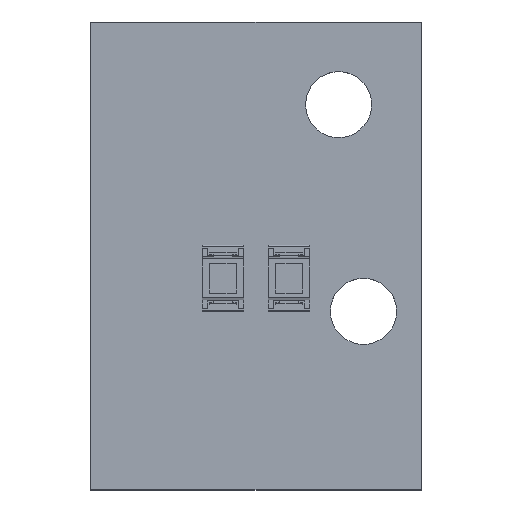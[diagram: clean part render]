
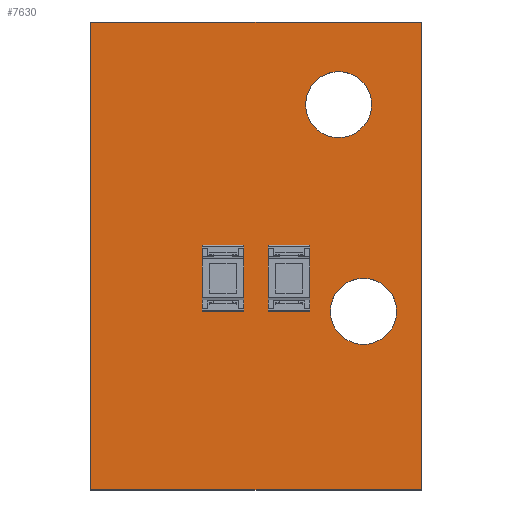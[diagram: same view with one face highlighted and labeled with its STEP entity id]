
A CAD part, top view. The second image highlights one B-rep face of the part: STEP entity #7630.
In plain terms, the highlighted planar face has unit normal (0, 0, 1).
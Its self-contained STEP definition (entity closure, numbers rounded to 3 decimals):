
#7281 = VERTEX_POINT('',#7282);
#7282 = CARTESIAN_POINT('',(114.,-76.9,1.6));
#7289 = PLANE('',#7290);
#7290 = AXIS2_PLACEMENT_3D('',#7291,#7292,#7293);
#7291 = CARTESIAN_POINT('',(114.,-76.9,0.));
#7292 = DIRECTION('',(-1.,0.,0.));
#7293 = DIRECTION('',(0.,1.,0.));
#7301 = PLANE('',#7302);
#7302 = AXIS2_PLACEMENT_3D('',#7303,#7304,#7305);
#7303 = CARTESIAN_POINT('',(104.,-76.9,0.));
#7304 = DIRECTION('',(0.,1.,0.));
#7305 = DIRECTION('',(1.,0.,0.));
#7313 = EDGE_CURVE('',#7281,#7314,#7316,.T.);
#7314 = VERTEX_POINT('',#7315);
#7315 = CARTESIAN_POINT('',(114.,-62.75,1.6));
#7316 = SURFACE_CURVE('',#7317,(#7321,#7328),.PCURVE_S1.);
#7317 = LINE('',#7318,#7319);
#7318 = CARTESIAN_POINT('',(114.,-76.9,1.6));
#7319 = VECTOR('',#7320,1.);
#7320 = DIRECTION('',(0.,1.,0.));
#7321 = PCURVE('',#7289,#7322);
#7322 = DEFINITIONAL_REPRESENTATION('',(#7323),#7327);
#7323 = LINE('',#7324,#7325);
#7324 = CARTESIAN_POINT('',(0.,-1.6));
#7325 = VECTOR('',#7326,1.);
#7326 = DIRECTION('',(1.,0.));
#7327 = ( GEOMETRIC_REPRESENTATION_CONTEXT(2) 
PARAMETRIC_REPRESENTATION_CONTEXT() REPRESENTATION_CONTEXT('2D SPACE',''
  ) );
#7328 = PCURVE('',#7329,#7334);
#7329 = PLANE('',#7330);
#7330 = AXIS2_PLACEMENT_3D('',#7331,#7332,#7333);
#7331 = CARTESIAN_POINT('',(109.,-69.825,1.6));
#7332 = DIRECTION('',(0.,0.,1.));
#7333 = DIRECTION('',(1.,0.,-0.));
#7334 = DEFINITIONAL_REPRESENTATION('',(#7335),#7339);
#7335 = LINE('',#7336,#7337);
#7336 = CARTESIAN_POINT('',(5.,-7.075));
#7337 = VECTOR('',#7338,1.);
#7338 = DIRECTION('',(0.,1.));
#7339 = ( GEOMETRIC_REPRESENTATION_CONTEXT(2) 
PARAMETRIC_REPRESENTATION_CONTEXT() REPRESENTATION_CONTEXT('2D SPACE',''
  ) );
#7357 = PLANE('',#7358);
#7358 = AXIS2_PLACEMENT_3D('',#7359,#7360,#7361);
#7359 = CARTESIAN_POINT('',(114.,-62.75,0.));
#7360 = DIRECTION('',(0.,-1.,0.));
#7361 = DIRECTION('',(-1.,0.,0.));
#7401 = VERTEX_POINT('',#7402);
#7402 = CARTESIAN_POINT('',(104.,-76.9,1.6));
#7416 = PLANE('',#7417);
#7417 = AXIS2_PLACEMENT_3D('',#7418,#7419,#7420);
#7418 = CARTESIAN_POINT('',(104.,-62.75,0.));
#7419 = DIRECTION('',(1.,0.,-0.));
#7420 = DIRECTION('',(0.,-1.,0.));
#7428 = EDGE_CURVE('',#7401,#7281,#7429,.T.);
#7429 = SURFACE_CURVE('',#7430,(#7434,#7441),.PCURVE_S1.);
#7430 = LINE('',#7431,#7432);
#7431 = CARTESIAN_POINT('',(104.,-76.9,1.6));
#7432 = VECTOR('',#7433,1.);
#7433 = DIRECTION('',(1.,0.,0.));
#7434 = PCURVE('',#7301,#7435);
#7435 = DEFINITIONAL_REPRESENTATION('',(#7436),#7440);
#7436 = LINE('',#7437,#7438);
#7437 = CARTESIAN_POINT('',(0.,-1.6));
#7438 = VECTOR('',#7439,1.);
#7439 = DIRECTION('',(1.,0.));
#7440 = ( GEOMETRIC_REPRESENTATION_CONTEXT(2) 
PARAMETRIC_REPRESENTATION_CONTEXT() REPRESENTATION_CONTEXT('2D SPACE',''
  ) );
#7441 = PCURVE('',#7329,#7442);
#7442 = DEFINITIONAL_REPRESENTATION('',(#7443),#7447);
#7443 = LINE('',#7444,#7445);
#7444 = CARTESIAN_POINT('',(-5.,-7.075));
#7445 = VECTOR('',#7446,1.);
#7446 = DIRECTION('',(1.,0.));
#7447 = ( GEOMETRIC_REPRESENTATION_CONTEXT(2) 
PARAMETRIC_REPRESENTATION_CONTEXT() REPRESENTATION_CONTEXT('2D SPACE',''
  ) );
#7475 = EDGE_CURVE('',#7314,#7476,#7478,.T.);
#7476 = VERTEX_POINT('',#7477);
#7477 = CARTESIAN_POINT('',(104.,-62.75,1.6));
#7478 = SURFACE_CURVE('',#7479,(#7483,#7490),.PCURVE_S1.);
#7479 = LINE('',#7480,#7481);
#7480 = CARTESIAN_POINT('',(114.,-62.75,1.6));
#7481 = VECTOR('',#7482,1.);
#7482 = DIRECTION('',(-1.,0.,0.));
#7483 = PCURVE('',#7357,#7484);
#7484 = DEFINITIONAL_REPRESENTATION('',(#7485),#7489);
#7485 = LINE('',#7486,#7487);
#7486 = CARTESIAN_POINT('',(0.,-1.6));
#7487 = VECTOR('',#7488,1.);
#7488 = DIRECTION('',(1.,0.));
#7489 = ( GEOMETRIC_REPRESENTATION_CONTEXT(2) 
PARAMETRIC_REPRESENTATION_CONTEXT() REPRESENTATION_CONTEXT('2D SPACE',''
  ) );
#7490 = PCURVE('',#7329,#7491);
#7491 = DEFINITIONAL_REPRESENTATION('',(#7492),#7496);
#7492 = LINE('',#7493,#7494);
#7493 = CARTESIAN_POINT('',(5.,7.075));
#7494 = VECTOR('',#7495,1.);
#7495 = DIRECTION('',(-1.,0.));
#7496 = ( GEOMETRIC_REPRESENTATION_CONTEXT(2) 
PARAMETRIC_REPRESENTATION_CONTEXT() REPRESENTATION_CONTEXT('2D SPACE',''
  ) );
#7588 = CYLINDRICAL_SURFACE('',#7589,1.);
#7589 = AXIS2_PLACEMENT_3D('',#7590,#7591,#7592);
#7590 = CARTESIAN_POINT('',(112.25,-71.5,-0.8));
#7591 = DIRECTION('',(0.,0.,1.));
#7592 = DIRECTION('',(1.,0.,-0.));
#7619 = CYLINDRICAL_SURFACE('',#7620,1.);
#7620 = AXIS2_PLACEMENT_3D('',#7621,#7622,#7623);
#7621 = CARTESIAN_POINT('',(111.5,-65.25,-0.8));
#7622 = DIRECTION('',(0.,0.,1.));
#7623 = DIRECTION('',(1.,0.,-0.));
#7630 = ADVANCED_FACE('',(#7631,#7657,#7683),#7329,.T.);
#7631 = FACE_BOUND('',#7632,.T.);
#7632 = EDGE_LOOP('',(#7633,#7634,#7635,#7656));
#7633 = ORIENTED_EDGE('',*,*,#7313,.T.);
#7634 = ORIENTED_EDGE('',*,*,#7475,.T.);
#7635 = ORIENTED_EDGE('',*,*,#7636,.T.);
#7636 = EDGE_CURVE('',#7476,#7401,#7637,.T.);
#7637 = SURFACE_CURVE('',#7638,(#7642,#7649),.PCURVE_S1.);
#7638 = LINE('',#7639,#7640);
#7639 = CARTESIAN_POINT('',(104.,-62.75,1.6));
#7640 = VECTOR('',#7641,1.);
#7641 = DIRECTION('',(0.,-1.,0.));
#7642 = PCURVE('',#7329,#7643);
#7643 = DEFINITIONAL_REPRESENTATION('',(#7644),#7648);
#7644 = LINE('',#7645,#7646);
#7645 = CARTESIAN_POINT('',(-5.,7.075));
#7646 = VECTOR('',#7647,1.);
#7647 = DIRECTION('',(0.,-1.));
#7648 = ( GEOMETRIC_REPRESENTATION_CONTEXT(2) 
PARAMETRIC_REPRESENTATION_CONTEXT() REPRESENTATION_CONTEXT('2D SPACE',''
  ) );
#7649 = PCURVE('',#7416,#7650);
#7650 = DEFINITIONAL_REPRESENTATION('',(#7651),#7655);
#7651 = LINE('',#7652,#7653);
#7652 = CARTESIAN_POINT('',(0.,-1.6));
#7653 = VECTOR('',#7654,1.);
#7654 = DIRECTION('',(1.,0.));
#7655 = ( GEOMETRIC_REPRESENTATION_CONTEXT(2) 
PARAMETRIC_REPRESENTATION_CONTEXT() REPRESENTATION_CONTEXT('2D SPACE',''
  ) );
#7656 = ORIENTED_EDGE('',*,*,#7428,.T.);
#7657 = FACE_BOUND('',#7658,.T.);
#7658 = EDGE_LOOP('',(#7659));
#7659 = ORIENTED_EDGE('',*,*,#7660,.F.);
#7660 = EDGE_CURVE('',#7661,#7661,#7663,.T.);
#7661 = VERTEX_POINT('',#7662);
#7662 = CARTESIAN_POINT('',(113.25,-71.5,1.6));
#7663 = SURFACE_CURVE('',#7664,(#7669,#7676),.PCURVE_S1.);
#7664 = CIRCLE('',#7665,1.);
#7665 = AXIS2_PLACEMENT_3D('',#7666,#7667,#7668);
#7666 = CARTESIAN_POINT('',(112.25,-71.5,1.6));
#7667 = DIRECTION('',(0.,0.,1.));
#7668 = DIRECTION('',(1.,0.,-0.));
#7669 = PCURVE('',#7329,#7670);
#7670 = DEFINITIONAL_REPRESENTATION('',(#7671),#7675);
#7671 = CIRCLE('',#7672,1.);
#7672 = AXIS2_PLACEMENT_2D('',#7673,#7674);
#7673 = CARTESIAN_POINT('',(3.25,-1.675));
#7674 = DIRECTION('',(1.,0.));
#7675 = ( GEOMETRIC_REPRESENTATION_CONTEXT(2) 
PARAMETRIC_REPRESENTATION_CONTEXT() REPRESENTATION_CONTEXT('2D SPACE',''
  ) );
#7676 = PCURVE('',#7588,#7677);
#7677 = DEFINITIONAL_REPRESENTATION('',(#7678),#7682);
#7678 = LINE('',#7679,#7680);
#7679 = CARTESIAN_POINT('',(0.,2.4));
#7680 = VECTOR('',#7681,1.);
#7681 = DIRECTION('',(1.,0.));
#7682 = ( GEOMETRIC_REPRESENTATION_CONTEXT(2) 
PARAMETRIC_REPRESENTATION_CONTEXT() REPRESENTATION_CONTEXT('2D SPACE',''
  ) );
#7683 = FACE_BOUND('',#7684,.T.);
#7684 = EDGE_LOOP('',(#7685));
#7685 = ORIENTED_EDGE('',*,*,#7686,.F.);
#7686 = EDGE_CURVE('',#7687,#7687,#7689,.T.);
#7687 = VERTEX_POINT('',#7688);
#7688 = CARTESIAN_POINT('',(112.5,-65.25,1.6));
#7689 = SURFACE_CURVE('',#7690,(#7695,#7702),.PCURVE_S1.);
#7690 = CIRCLE('',#7691,1.);
#7691 = AXIS2_PLACEMENT_3D('',#7692,#7693,#7694);
#7692 = CARTESIAN_POINT('',(111.5,-65.25,1.6));
#7693 = DIRECTION('',(0.,0.,1.));
#7694 = DIRECTION('',(1.,0.,-0.));
#7695 = PCURVE('',#7329,#7696);
#7696 = DEFINITIONAL_REPRESENTATION('',(#7697),#7701);
#7697 = CIRCLE('',#7698,1.);
#7698 = AXIS2_PLACEMENT_2D('',#7699,#7700);
#7699 = CARTESIAN_POINT('',(2.5,4.575));
#7700 = DIRECTION('',(1.,0.));
#7701 = ( GEOMETRIC_REPRESENTATION_CONTEXT(2) 
PARAMETRIC_REPRESENTATION_CONTEXT() REPRESENTATION_CONTEXT('2D SPACE',''
  ) );
#7702 = PCURVE('',#7619,#7703);
#7703 = DEFINITIONAL_REPRESENTATION('',(#7704),#7708);
#7704 = LINE('',#7705,#7706);
#7705 = CARTESIAN_POINT('',(0.,2.4));
#7706 = VECTOR('',#7707,1.);
#7707 = DIRECTION('',(1.,0.));
#7708 = ( GEOMETRIC_REPRESENTATION_CONTEXT(2) 
PARAMETRIC_REPRESENTATION_CONTEXT() REPRESENTATION_CONTEXT('2D SPACE',''
  ) );
